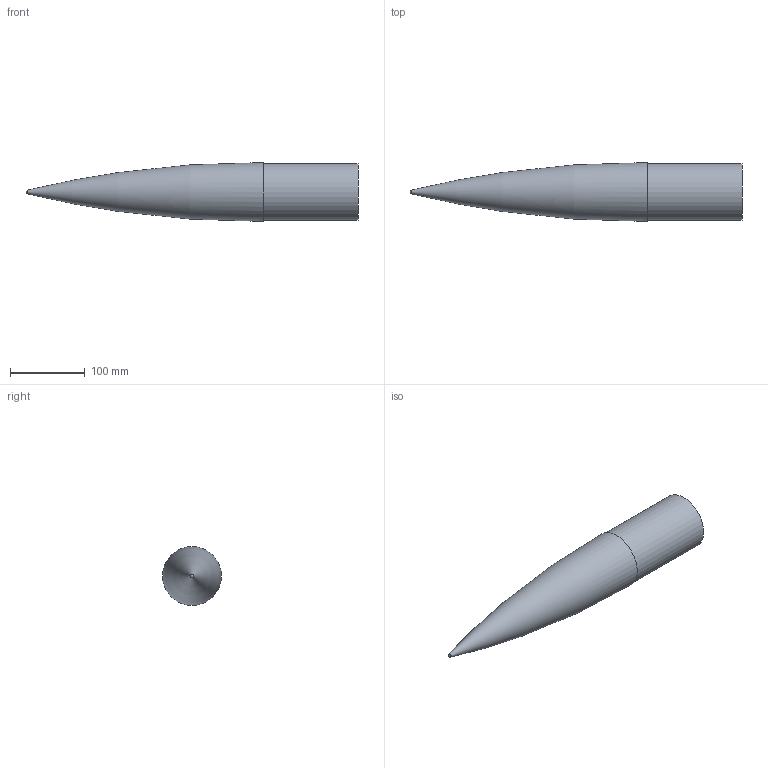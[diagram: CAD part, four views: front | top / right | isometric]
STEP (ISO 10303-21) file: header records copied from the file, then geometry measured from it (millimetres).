
FILE_DESCRIPTION (( 'STEP AP214' ), '1' );
FILE_NAME ('SphericallyBluntedTangentOgive_shoulder_solid.STEP', '2022-07-27T12:26:38', ( '' ), ( '' ), 'SwSTEP 2.0', 'SolidWorks 2020', '' );
FILE_SCHEMA (( 'AUTOMOTIVE_DESIGN' ));
Length unit declared in the file: inch
Products named in the file (1): SphericallyBluntedTangentOgive_shoulder_solid
Bounding box: 444.48 x 78.74 x 78.74 mm (x, y, z)
Volume: 1446963.4 mm3; surface area: 90065.8 mm2
Topology: 1 solids, 1 shells, 5 faces, 6 edges, 4 vertices
Faces by surface type: plane 2, torus 1, cylinder 1, sphere 1
Full cylindrical faces by diameter (mm): 76.2 x1
Entity records: 134 total; most frequent: DIRECTION 20, CARTESIAN_POINT 14, AXIS2_PLACEMENT_3D 10, EDGE_LOOP 8, ORIENTED_EDGE 8, FACE_OUTER_BOUND 7, ADVANCED_FACE 5, CIRCLE 4
